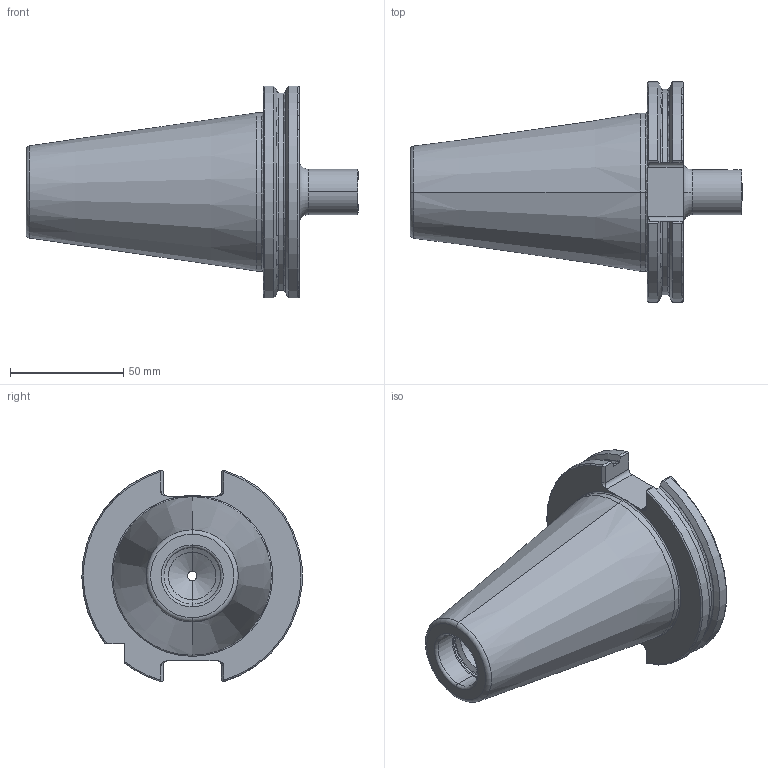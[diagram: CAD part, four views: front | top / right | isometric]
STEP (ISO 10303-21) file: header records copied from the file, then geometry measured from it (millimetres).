
FILE_DESCRIPTION (( 'STEP AP203' ), '1' );
FILE_NAME ('SK5-ST1.K01.045.STEP', '2016-02-12T09:17:56', ( 'SWIAdmin' ), ( 'Hewlett-Packard Company' ), 'SwSTEP 2.0', 'SolidWorks 2015', '' );
FILE_SCHEMA (( 'CONFIG_CONTROL_DESIGN' ));
Length unit declared in the file: millimetre
Products named in the file (2): SK5-ST1.K01.045; SK5-ST1.K01.045_A
Assembly tree (1 placements, depth 2):
  SK5-ST1.K01.045
    SK5-ST1.K01.045_A
Bounding box: 146.6 x 97.28 x 93.51 mm (x, y, z)
Volume: 346069.4 mm3; surface area: 42601.4 mm2
Topology: 1 solids, 1 shells, 131 faces, 342 edges, 213 vertices
Faces by surface type: plane 40, cylinder 38, torus 33, cone 16, bspline 4
Entity records: 4783 total; most frequent: CARTESIAN_POINT 1454, ORIENTED_EDGE 684, DIRECTION 646, EDGE_CURVE 342, AXIS2_PLACEMENT_3D 256, VERTEX_POINT 213, EDGE_LOOP 135, LINE 134
